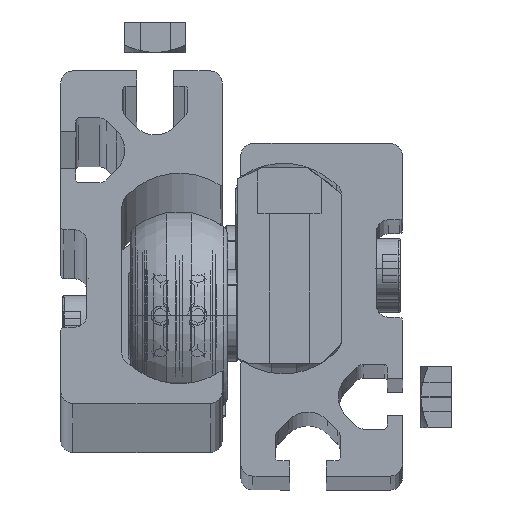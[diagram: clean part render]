
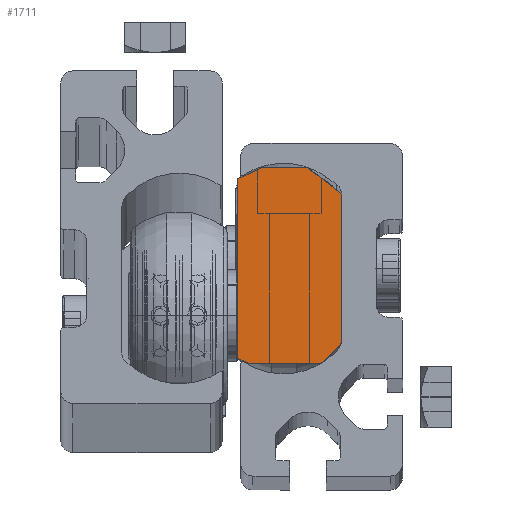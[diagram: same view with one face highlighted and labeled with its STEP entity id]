
A CAD part, top view. The second image highlights one B-rep face of the part: STEP entity #1711.
In plain terms, the highlighted face is planar.
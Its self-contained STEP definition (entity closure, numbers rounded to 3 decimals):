
#94 = VECTOR ( 'NONE', #7268, 1000. ) ;
#122 = VERTEX_POINT ( 'NONE', #14702 ) ;
#385 = DIRECTION ( 'NONE',  ( 0., -1., 0. ) ) ;
#523 = LINE ( 'NONE', #1991, #12353 ) ;
#1100 = ORIENTED_EDGE ( 'NONE', *, *, #2271, .T. ) ;
#1351 = EDGE_CURVE ( 'NONE', #5437, #6640, #4895, .T. ) ;
#1477 = CARTESIAN_POINT ( 'NONE',  ( -19., 12.203, 8.5 ) ) ;
#1562 = ORIENTED_EDGE ( 'NONE', *, *, #3194, .F. ) ;
#1711 = ADVANCED_FACE ( 'NONE', ( #3694 ), #3894, .T. ) ;
#1854 = VERTEX_POINT ( 'NONE', #6056 ) ;
#1991 = CARTESIAN_POINT ( 'NONE',  ( -19., -14.661, -8.5 ) ) ;
#2271 = EDGE_CURVE ( 'NONE', #6640, #14045, #9135, .T. ) ;
#2400 = ORIENTED_EDGE ( 'NONE', *, *, #18312, .F. ) ;
#2770 = LINE ( 'NONE', #7205, #18580 ) ;
#3194 = EDGE_CURVE ( 'NONE', #18721, #14045, #19853, .T. ) ;
#3694 = FACE_OUTER_BOUND ( 'NONE', #19311, .T. ) ;
#3894 = PLANE ( 'NONE',  #5441 ) ;
#4111 = DIRECTION ( 'NONE',  ( 0., -0.423, -0.906 ) ) ;
#4183 = ORIENTED_EDGE ( 'NONE', *, *, #19783, .F. ) ;
#4784 = DIRECTION ( 'NONE',  ( 0., 0.616, -0.788 ) ) ;
#4890 = DIRECTION ( 'NONE',  ( 0., 0., -1. ) ) ;
#4895 = LINE ( 'NONE', #9746, #18357 ) ;
#5437 = VERTEX_POINT ( 'NONE', #5501 ) ;
#5441 = AXIS2_PLACEMENT_3D ( 'NONE', #13230, #10007, #16139 ) ;
#5460 = CARTESIAN_POINT ( 'NONE',  ( -19., 14.681, -8.5 ) ) ;
#5501 = CARTESIAN_POINT ( 'NONE',  ( -19., -12.2, 8.5 ) ) ;
#5817 = CARTESIAN_POINT ( 'NONE',  ( -19., -14.661, -8.5 ) ) ;
#6056 = CARTESIAN_POINT ( 'NONE',  ( -19., -15.5, -6.7 ) ) ;
#6640 = VERTEX_POINT ( 'NONE', #10271 ) ;
#7010 = LINE ( 'NONE', #5460, #17500 ) ;
#7101 = VECTOR ( 'NONE', #4784, 1000. ) ;
#7205 = CARTESIAN_POINT ( 'NONE',  ( -19., 16.5, -4.6 ) ) ;
#7268 = DIRECTION ( 'NONE',  ( 0., 0., 1. ) ) ;
#8957 = VERTEX_POINT ( 'NONE', #16296 ) ;
#9135 = LINE ( 'NONE', #1477, #7101 ) ;
#9746 = CARTESIAN_POINT ( 'NONE',  ( -19., -12.2, 8.5 ) ) ;
#10007 = DIRECTION ( 'NONE',  ( -1., 0., 0. ) ) ;
#10112 = VECTOR ( 'NONE', #4890, 1000. ) ;
#10271 = CARTESIAN_POINT ( 'NONE',  ( -19., 12.203, 8.5 ) ) ;
#10281 = ORIENTED_EDGE ( 'NONE', *, *, #20141, .T. ) ;
#10979 = CARTESIAN_POINT ( 'NONE',  ( -19., -12.2, 8.5 ) ) ;
#11944 = VERTEX_POINT ( 'NONE', #5817 ) ;
#11978 = ORIENTED_EDGE ( 'NONE', *, *, #14932, .T. ) ;
#12353 = VECTOR ( 'NONE', #14437, 1000. ) ;
#12363 = ORIENTED_EDGE ( 'NONE', *, *, #1351, .T. ) ;
#12742 = LINE ( 'NONE', #10979, #19894 ) ;
#12766 = EDGE_CURVE ( 'NONE', #8957, #11944, #7010, .T. ) ;
#13230 = CARTESIAN_POINT ( 'NONE',  ( -19., 1.5, 22.2 ) ) ;
#14045 = VERTEX_POINT ( 'NONE', #20110 ) ;
#14387 = CARTESIAN_POINT ( 'NONE',  ( -19., 16.5, -4.6 ) ) ;
#14411 = LINE ( 'NONE', #17655, #10112 ) ;
#14437 = DIRECTION ( 'NONE',  ( 0., -0.423, 0.906 ) ) ;
#14702 = CARTESIAN_POINT ( 'NONE',  ( -19., -15.5, 5.2 ) ) ;
#14932 = EDGE_CURVE ( 'NONE', #11944, #1854, #523, .T. ) ;
#16139 = DIRECTION ( 'NONE',  ( 0., 0., 1. ) ) ;
#16296 = CARTESIAN_POINT ( 'NONE',  ( -19., 14.681, -8.5 ) ) ;
#17322 = DIRECTION ( 'NONE',  ( 0., -0.707, -0.707 ) ) ;
#17500 = VECTOR ( 'NONE', #385, 1000. ) ;
#17560 = DIRECTION ( 'NONE',  ( 0., 1., 0. ) ) ;
#17655 = CARTESIAN_POINT ( 'NONE',  ( -19., -15.5, 5.2 ) ) ;
#18253 = ORIENTED_EDGE ( 'NONE', *, *, #12766, .T. ) ;
#18312 = EDGE_CURVE ( 'NONE', #122, #1854, #14411, .T. ) ;
#18357 = VECTOR ( 'NONE', #17560, 1000. ) ;
#18580 = VECTOR ( 'NONE', #4111, 1000. ) ;
#18721 = VERTEX_POINT ( 'NONE', #14387 ) ;
#19311 = EDGE_LOOP ( 'NONE', ( #1100, #1562, #10281, #18253, #11978, #2400, #4183, #12363 ) ) ;
#19783 = EDGE_CURVE ( 'NONE', #5437, #122, #12742, .T. ) ;
#19853 = LINE ( 'NONE', #19963, #94 ) ;
#19894 = VECTOR ( 'NONE', #17322, 1000. ) ;
#19963 = CARTESIAN_POINT ( 'NONE',  ( -19., 16.5, -4.6 ) ) ;
#20110 = CARTESIAN_POINT ( 'NONE',  ( -19., 16.5, 3. ) ) ;
#20141 = EDGE_CURVE ( 'NONE', #18721, #8957, #2770, .T. ) ;
